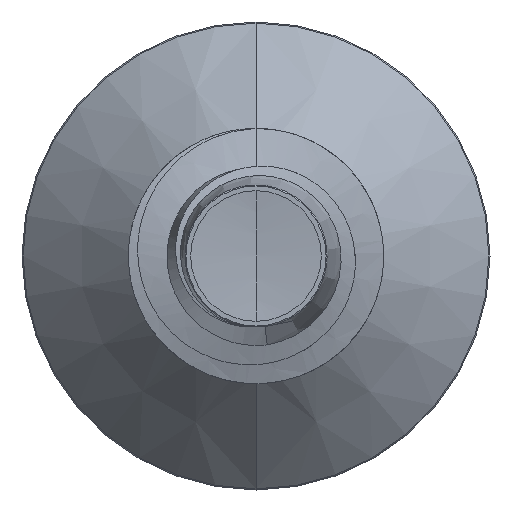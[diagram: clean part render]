
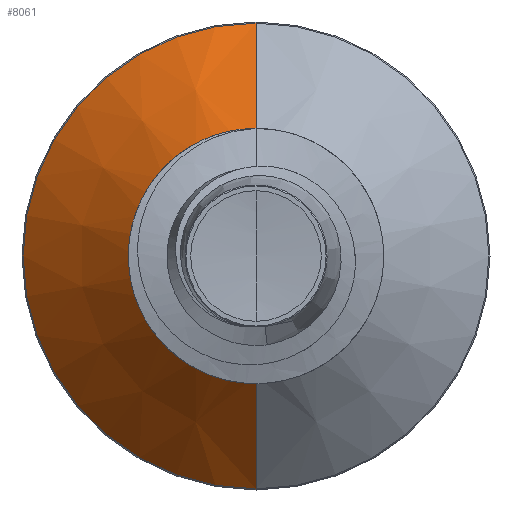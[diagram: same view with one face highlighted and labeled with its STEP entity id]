
A CAD part, front view. The second image highlights one B-rep face of the part: STEP entity #8061.
In plain terms, the highlighted conical face has half-angle 45 degrees and reference radius 1.414 mm.
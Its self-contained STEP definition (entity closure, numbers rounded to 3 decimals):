
#743 = DIRECTION ( 'NONE',  ( 0., 0., 1. ) ) ;
#763 = DIRECTION ( 'NONE',  ( 0., 1., 0. ) ) ;
#768 = CARTESIAN_POINT ( 'NONE',  ( 0., 5.114, 0. ) ) ;
#1034 = CARTESIAN_POINT ( 'NONE',  ( 0., 5.114, 0. ) ) ;
#1266 = DIRECTION ( 'NONE',  ( 0., 0., 1. ) ) ;
#1306 = LINE ( 'NONE', #8022, #4277 ) ;
#1501 = EDGE_CURVE ( 'NONE', #2472, #10634, #8579, .T. ) ;
#2081 = VERTEX_POINT ( 'NONE', #12068 ) ;
#2472 = VERTEX_POINT ( 'NONE', #9894 ) ;
#2662 = AXIS2_PLACEMENT_3D ( 'NONE', #2949, #2947, #2930 ) ;
#2930 = DIRECTION ( 'NONE',  ( 0., 0., 1. ) ) ;
#2947 = DIRECTION ( 'NONE',  ( 0., 1., 0. ) ) ;
#2949 = CARTESIAN_POINT ( 'NONE',  ( 0., 6.437, 0. ) ) ;
#3202 = LINE ( 'NONE', #6413, #11076 ) ;
#4277 = VECTOR ( 'NONE', #7977, 1000. ) ;
#4563 = CIRCLE ( 'NONE', #12678, 1.414 ) ;
#5549 = EDGE_CURVE ( 'NONE', #2081, #2472, #1306, .T. ) ;
#5635 = ORIENTED_EDGE ( 'NONE', *, *, #9888, .T. ) ;
#6413 = CARTESIAN_POINT ( 'NONE',  ( 0., 5.114, 1.414 ) ) ;
#6464 = DIRECTION ( 'NONE',  ( 0., 0.707, 0.707 ) ) ;
#6533 = CONICAL_SURFACE ( 'NONE', #7687, 1.414, 0.785 ) ;
#7687 = AXIS2_PLACEMENT_3D ( 'NONE', #1034, #8756, #1266 ) ;
#7841 = CARTESIAN_POINT ( 'NONE',  ( 0., 5.114, 1.414 ) ) ;
#7866 = ORIENTED_EDGE ( 'NONE', *, *, #11939, .T. ) ;
#7977 = DIRECTION ( 'NONE',  ( 0., 0.707, -0.707 ) ) ;
#8022 = CARTESIAN_POINT ( 'NONE',  ( 0., 5.114, -1.414 ) ) ;
#8061 = ADVANCED_FACE ( 'NONE', ( #9707 ), #6533, .T. ) ;
#8579 = CIRCLE ( 'NONE', #2662, 2.737 ) ;
#8756 = DIRECTION ( 'NONE',  ( 0., 1., 0. ) ) ;
#9626 = VERTEX_POINT ( 'NONE', #7841 ) ;
#9707 = FACE_OUTER_BOUND ( 'NONE', #10057, .T. ) ;
#9713 = CARTESIAN_POINT ( 'NONE',  ( 0., 6.437, 2.737 ) ) ;
#9888 = EDGE_CURVE ( 'NONE', #9626, #10634, #3202, .T. ) ;
#9894 = CARTESIAN_POINT ( 'NONE',  ( 0., 6.437, -2.737 ) ) ;
#10057 = EDGE_LOOP ( 'NONE', ( #12464, #7866, #5635, #10839 ) ) ;
#10634 = VERTEX_POINT ( 'NONE', #9713 ) ;
#10839 = ORIENTED_EDGE ( 'NONE', *, *, #1501, .F. ) ;
#11076 = VECTOR ( 'NONE', #6464, 1000. ) ;
#11939 = EDGE_CURVE ( 'NONE', #2081, #9626, #4563, .T. ) ;
#12068 = CARTESIAN_POINT ( 'NONE',  ( 0., 5.114, -1.414 ) ) ;
#12464 = ORIENTED_EDGE ( 'NONE', *, *, #5549, .F. ) ;
#12678 = AXIS2_PLACEMENT_3D ( 'NONE', #768, #763, #743 ) ;
